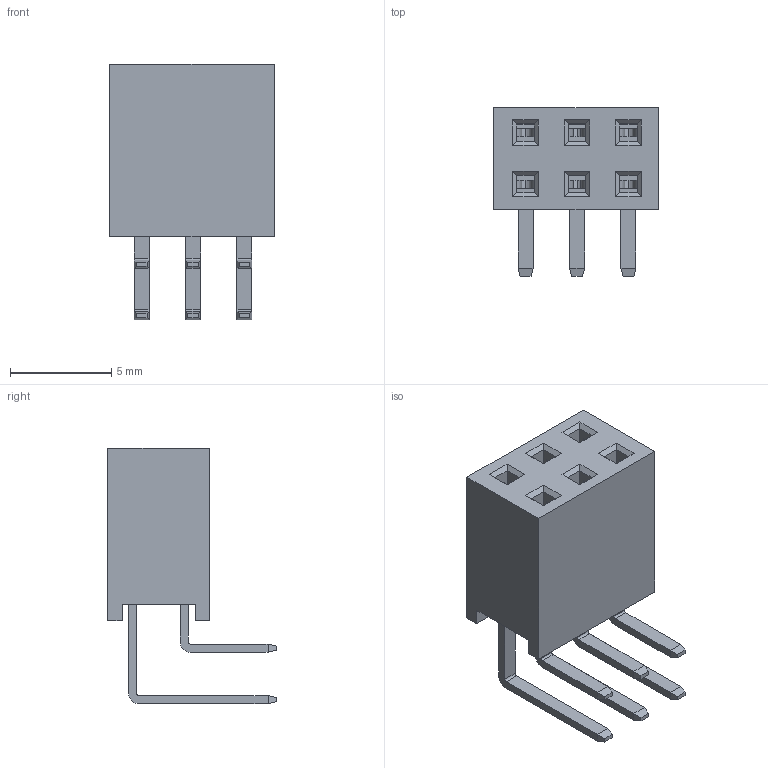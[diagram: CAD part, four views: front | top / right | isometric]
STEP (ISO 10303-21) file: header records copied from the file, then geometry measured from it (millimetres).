
FILE_DESCRIPTION(/* description */ ('Unknown'),/* implementation_level */ '2;1');
FILE_NAME(/* name */ '613006243121',/* time_stamp */ '2016-01-05T14:37:54+01:00',/* author */ ('Unknown'),/* organization */ ('Unknown'),/* preprocessor_version */ 'ST-DEVELOPER v16',/* originating_system */ 'DEX',/* authorisation */ $);
FILE_SCHEMA (('AP203_CONFIGURATION_CONTROLLED_3D_DESIGN_OF_MECHANICAL_PARTS_AND_ASSEMBLIES_MIM_LF { 1 0 10303 203 3 1 4 }','AUTOMOTIVE_DESIGN {1 0 10303 214 3 1 1}'));
Length unit declared in the file: millimetre
Products named in the file (4): 6130xx243121; 613006243121; 6130xx243121_PIN; 6130xx243121_PIN_G
Assembly tree (7 placements, depth 2):
  6130xx243121
    613006243121
    6130xx243121_PIN  x3
    6130xx243121_PIN_G  x3
Bounding box: 8.12 x 8.3 x 12.6 mm (x, y, z)
Volume: 304.7 mm3; surface area: 820.9 mm2
Topology: 7 solids, 7 shells, 292 faces, 786 edges, 508 vertices
Faces by surface type: plane 256, cylinder 24, bspline 12
Entity records: 5352 total; most frequent: CARTESIAN_POINT 1006, ORIENTED_EDGE 908, DIRECTION 806, EDGE_CURVE 454, LINE 430, VECTOR 430, VERTEX_POINT 292, AXIS2_PLACEMENT_3D 188
